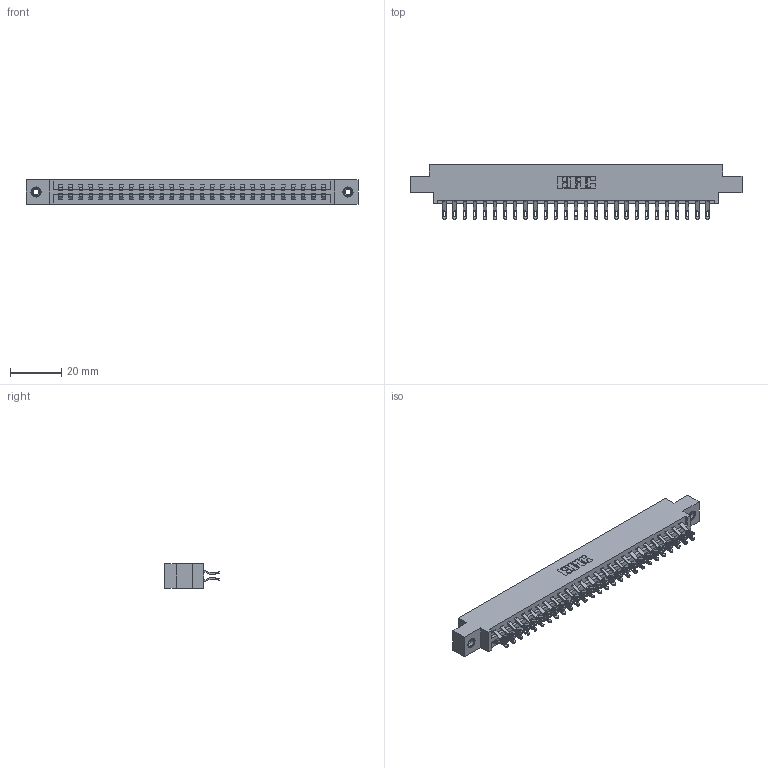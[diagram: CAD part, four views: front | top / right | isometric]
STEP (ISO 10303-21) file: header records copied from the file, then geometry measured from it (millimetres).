
FILE_DESCRIPTION (( 'STEP AP203' ), '1' );
FILE_NAME ('387-054-555-808.STEP', '2019-10-19T05:30:18', ( '' ), ( '' ), 'SwSTEP 2.0', 'SolidWorks 2016', '' );
FILE_SCHEMA (( 'CONFIG_CONTROL_DESIGN' ));
Length unit declared in the file: inch
Products named in the file (4): 345-250-001_345-250-003-102; 337 Part_0.170 Offset - 0.156 Dia-TI; 345-292-001_555 Tail; 387-054-555-808
Assembly tree (57 placements, depth 2):
  387-054-555-808
    337 Part_0.170 Offset - 0.156 Dia-TI
    345-292-001_555 Tail  x54
    345-250-001_345-250-003-102  x2
Bounding box: 130 x 21.47 x 9.4 mm (x, y, z)
Volume: 13533.1 mm3; surface area: 15875.5 mm2
Topology: 57 solids, 57 shells, 3418 faces, 10665 edges, 7102 vertices
Faces by surface type: plane 2050, cylinder 1352, cone 12, torus 4
Entity records: 24518 total; most frequent: CARTESIAN_POINT 4159, ORIENTED_EDGE 4058, DIRECTION 3567, EDGE_CURVE 2029, LINE 1861, VECTOR 1861, VERTEX_POINT 1348, AXIS2_PLACEMENT_3D 853
